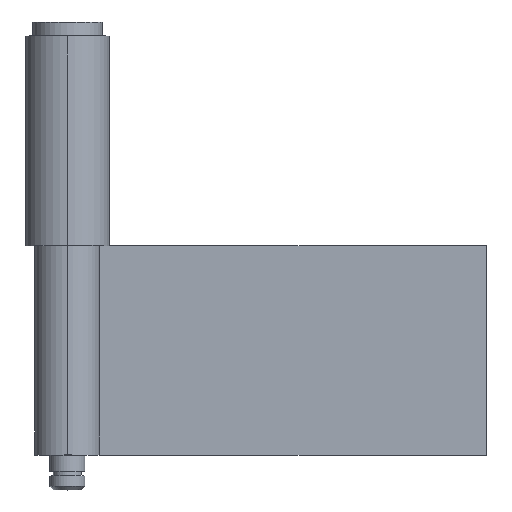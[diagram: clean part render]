
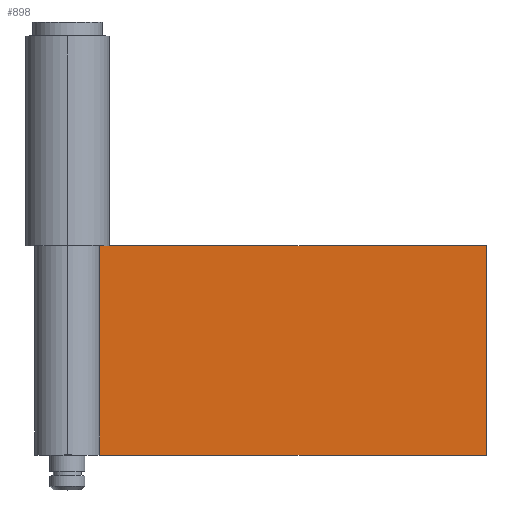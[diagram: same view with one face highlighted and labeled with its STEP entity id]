
A CAD part, top view. The second image highlights one B-rep face of the part: STEP entity #898.
In plain terms, the highlighted planar face has unit normal (0, 0, 1).
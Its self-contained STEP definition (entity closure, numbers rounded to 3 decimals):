
#51 = DIRECTION ( 'NONE',  ( 1., 0., 0. ) ) ;
#52 = VECTOR ( 'NONE', #51, 1000. ) ;
#53 = CARTESIAN_POINT ( 'NONE',  ( 60., 0., 1. ) ) ;
#54 = LINE ( 'NONE', #53, #52 ) ;
#73 = CARTESIAN_POINT ( 'NONE',  ( 60., 30., 1. ) ) ;
#74 = DIRECTION ( 'NONE',  ( 1., 0., 0. ) ) ;
#75 = VECTOR ( 'NONE', #74, 1000. ) ;
#76 = CARTESIAN_POINT ( 'NONE',  ( 60., 30., 1. ) ) ;
#77 = LINE ( 'NONE', #76, #75 ) ;
#164 = CARTESIAN_POINT ( 'NONE',  ( 4.592, 30., 1. ) ) ;
#218 = DIRECTION ( 'NONE',  ( 0., -1., 0. ) ) ;
#219 = VECTOR ( 'NONE', #218, 1000. ) ;
#220 = CARTESIAN_POINT ( 'NONE',  ( 4.592, 30., 1. ) ) ;
#221 = LINE ( 'NONE', #220, #219 ) ;
#222 = CARTESIAN_POINT ( 'NONE',  ( 4.592, 0., 1. ) ) ;
#350 = CARTESIAN_POINT ( 'NONE',  ( 60., 0., 1. ) ) ;
#885 = ORIENTED_EDGE ( 'NONE', *, *, #987, .F. ) ;
#888 = ORIENTED_EDGE ( 'NONE', *, *, #1067, .T. ) ;
#889 = ORIENTED_EDGE ( 'NONE', *, *, #899, .F. ) ;
#896 = EDGE_LOOP ( 'NONE', ( #897, #889, #885, #888 ) ) ;
#897 = ORIENTED_EDGE ( 'NONE', *, *, #999, .T. ) ;
#898 = ADVANCED_FACE ( 'NONE', ( #1271 ), #1270, .F. ) ;
#899 = EDGE_CURVE ( 'NONE', #988, #1081, #1265, .T. ) ;
#987 = EDGE_CURVE ( 'NONE', #1021, #988, #77, .T. ) ;
#988 = VERTEX_POINT ( 'NONE', #73 ) ;
#999 = EDGE_CURVE ( 'NONE', #1065, #1081, #54, .T. ) ;
#1021 = VERTEX_POINT ( 'NONE', #164 ) ;
#1065 = VERTEX_POINT ( 'NONE', #222 ) ;
#1067 = EDGE_CURVE ( 'NONE', #1021, #1065, #221, .T. ) ;
#1081 = VERTEX_POINT ( 'NONE', #350 ) ;
#1262 = DIRECTION ( 'NONE',  ( 0., -1., 0. ) ) ;
#1263 = VECTOR ( 'NONE', #1262, 1000. ) ;
#1264 = CARTESIAN_POINT ( 'NONE',  ( 60., 30., 1. ) ) ;
#1265 = LINE ( 'NONE', #1264, #1263 ) ;
#1266 = DIRECTION ( 'NONE',  ( -1., 0., 0. ) ) ;
#1267 = DIRECTION ( 'NONE',  ( 0., 0., -1. ) ) ;
#1268 = CARTESIAN_POINT ( 'NONE',  ( 60., 30., 1. ) ) ;
#1269 = AXIS2_PLACEMENT_3D ( 'NONE', #1268, #1267, #1266 ) ;
#1270 = PLANE ( 'NONE',  #1269 ) ;
#1271 = FACE_OUTER_BOUND ( 'NONE', #896, .T. ) ;
